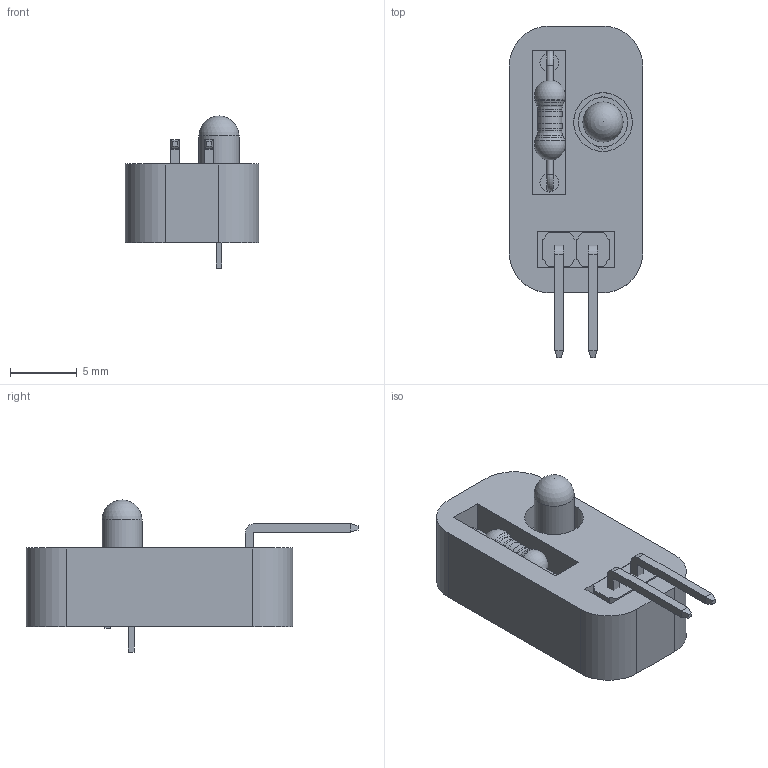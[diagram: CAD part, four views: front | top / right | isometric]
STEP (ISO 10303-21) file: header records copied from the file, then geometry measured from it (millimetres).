
FILE_DESCRIPTION(('FreeCAD Model'),'2;1');
FILE_NAME('pcb-led-with-components.step','2016-10-11T16:44:37',(''),(''), 'Open CASCADE STEP processor 6.8','FreeCAD','Unknown');
FILE_SCHEMA(('AUTOMOTIVE_DESIGN_CC2 { 1 2 10303 214 -1 1 5 4 }'));
Length unit declared in the file: inch
Products named in the file (13): ASSEMBLY; support-array; pin-array; led_head; led-neg-pin; led-pos-pin; Clone_of_res-body; Clone_of_ring-1; Clone_of_ring-2; Clone_of_ring-4; Clone_of_Sweep; Clone_of_ring-3; pcb-led
Assembly tree (12 placements, depth 2):
  ASSEMBLY
    support-array
    pin-array
    led_head
    led-neg-pin
    led-pos-pin
    Clone_of_res-body
    Clone_of_ring-1
    Clone_of_ring-2
    Clone_of_ring-4
    Clone_of_Sweep
    Clone_of_ring-3
    pcb-led
Bounding box: 10 x 24.9 x 11.4 mm (x, y, z)
Volume: 907.8 mm3; surface area: 1350.2 mm2
Topology: 14 solids, 14 shells, 181 faces, 410 edges, 257 vertices
Faces by surface type: plane 121, cylinder 22, bspline 16, revolution 8, cone 8, sphere 3, extrusion 3
Full cylindrical faces by diameter (mm): 1.4 x6, 1.733 x2, 1.8 x1, 1.833 x2, 3 x1, 3.686 x1, 4.4 x1
Entity records: 10864 total; most frequent: CARTESIAN_POINT 2256, DIRECTION 1497, VECTOR 990, LINE 987, ORIENTED_EDGE 814, PCURVE 814, DEFINITIONAL_REPRESENTATION 814, EDGE_CURVE 407
